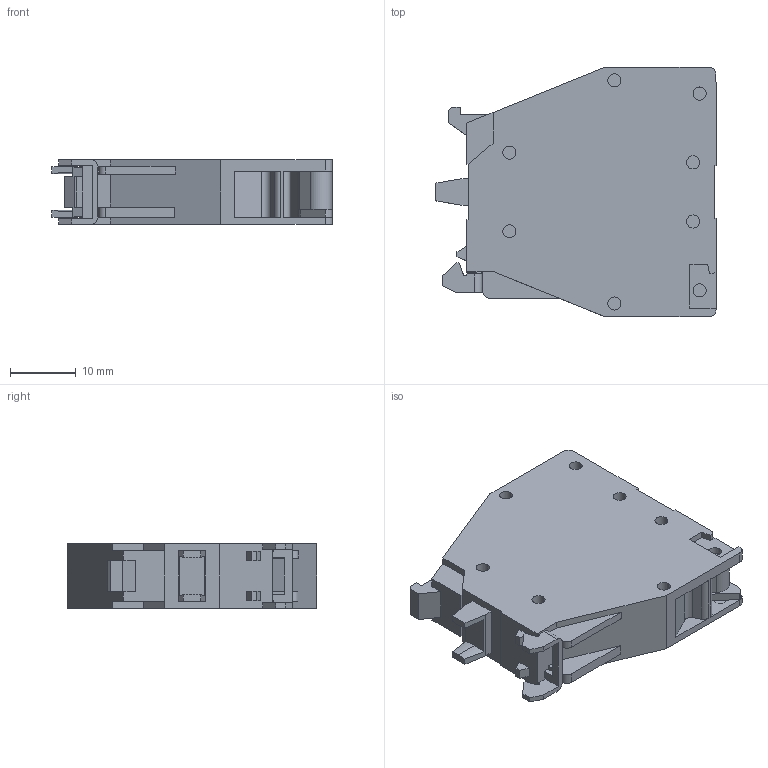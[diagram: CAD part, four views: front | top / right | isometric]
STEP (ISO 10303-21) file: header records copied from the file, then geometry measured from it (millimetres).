
FILE_DESCRIPTION(('STEP AP242'),'1');
FILE_NAME('zbe101gex.stp','2020-09-21T17:53:23',('TraceParts'),('TraceParts S.A.'),'Spatial InterOp 3D',' ',' ');
FILE_SCHEMA(('AP242_MANAGED_MODEL_BASED_3D_ENGINEERING_MIM_LF {1 0 10303 442 1 1 4}'));
Length unit declared in the file: millimetre
Products named in the file (1): zbe101gex
Bounding box: 42.7 x 38 x 9.9 mm (x, y, z)
Volume: 11658.3 mm3; surface area: 5046.8 mm2
Topology: 1 solids, 1 shells, 214 faces, 586 edges, 390 vertices
Faces by surface type: plane 167, cylinder 47
Entity records: 6757 total; most frequent: CARTESIAN_POINT 1213, ORIENTED_EDGE 1172, DIRECTION 1104, EDGE_CURVE 586, LINE 486, VECTOR 486, VERTEX_POINT 390, AXIS2_PLACEMENT_3D 309
